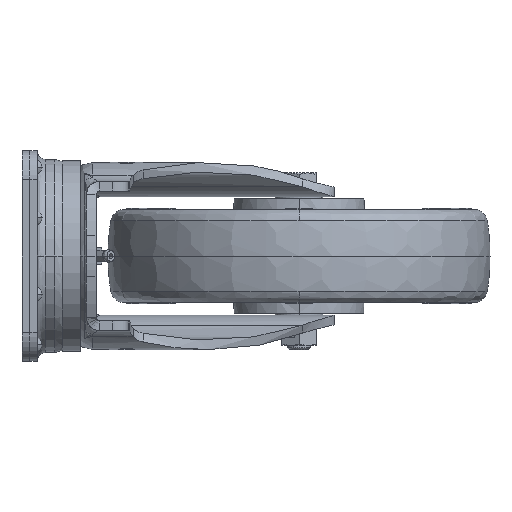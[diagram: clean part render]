
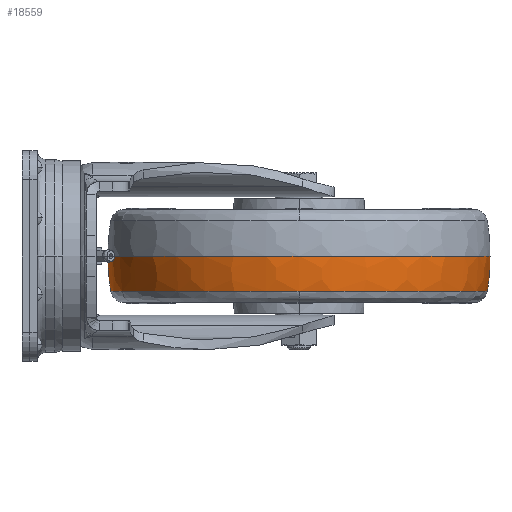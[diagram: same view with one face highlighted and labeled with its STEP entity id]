
A CAD part, left-side view. The second image highlights one B-rep face of the part: STEP entity #18559.
In plain terms, the highlighted toroidal (fillet/blend) face has major radius 4.992 mm and minor radius 105 mm.
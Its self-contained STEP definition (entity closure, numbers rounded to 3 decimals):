
#2012 = DIRECTION ( 'NONE',  ( 0., 0., 1. ) ) ;
#2261 = EDGE_CURVE ( 'NONE', #19372, #22368, #43217, .T. ) ;
#4142 = CARTESIAN_POINT ( 'NONE',  ( 50.299, -145., -1.304 ) ) ;
#4270 = CARTESIAN_POINT ( 'NONE',  ( 50.299, -45., 0. ) ) ;
#5436 = CIRCLE ( 'NONE', #34820, 98.58 ) ;
#6055 = CARTESIAN_POINT ( 'NONE',  ( 50.299, -46.42, -18.561 ) ) ;
#6568 = ORIENTED_EDGE ( 'NONE', *, *, #36700, .T. ) ;
#6779 = DIRECTION ( 'NONE',  ( 0., 0., 1. ) ) ;
#7112 = CARTESIAN_POINT ( 'NONE',  ( 50.299, -149.992, -1.304 ) ) ;
#7127 = FACE_OUTER_BOUND ( 'NONE', #17338, .T. ) ;
#7499 = CARTESIAN_POINT ( 'NONE',  ( 50.299, -145., -18.561 ) ) ;
#10929 = DIRECTION ( 'NONE',  ( 0., 0., -1. ) ) ;
#11318 = DIRECTION ( 'NONE',  ( 1., 0., 0. ) ) ;
#15005 = CARTESIAN_POINT ( 'NONE',  ( 50.299, -140.008, -1.304 ) ) ;
#17338 = EDGE_LOOP ( 'NONE', ( #24690, #6568, #19036, #42658, #41990 ) ) ;
#18536 = VERTEX_POINT ( 'NONE', #45559 ) ;
#18559 = ADVANCED_FACE ( 'NONE', ( #7127 ), #44111, .T. ) ;
#18848 = DIRECTION ( 'NONE',  ( 0., 0., 1. ) ) ;
#19036 = ORIENTED_EDGE ( 'NONE', *, *, #27981, .T. ) ;
#19372 = VERTEX_POINT ( 'NONE', #4270 ) ;
#20062 = EDGE_CURVE ( 'NONE', #31649, #22368, #30040, .T. ) ;
#20252 = AXIS2_PLACEMENT_3D ( 'NONE', #24872, #2012, #28696 ) ;
#20740 = EDGE_CURVE ( 'NONE', #24269, #19372, #44889, .T. ) ;
#22368 = VERTEX_POINT ( 'NONE', #42573 ) ;
#23321 = DIRECTION ( 'NONE',  ( 0., -1., 0. ) ) ;
#23553 = AXIS2_PLACEMENT_3D ( 'NONE', #29618, #6779, #33457 ) ;
#24269 = VERTEX_POINT ( 'NONE', #6055 ) ;
#24464 = AXIS2_PLACEMENT_3D ( 'NONE', #7112, #33806, #10929 ) ;
#24690 = ORIENTED_EDGE ( 'NONE', *, *, #20740, .F. ) ;
#24872 = CARTESIAN_POINT ( 'NONE',  ( 50.299, -145., -18.561 ) ) ;
#24978 = AXIS2_PLACEMENT_3D ( 'NONE', #4142, #46214, #23321 ) ;
#27981 = EDGE_CURVE ( 'NONE', #18536, #31649, #46969, .T. ) ;
#28254 = CARTESIAN_POINT ( 'NONE',  ( 50.299, -243.58, -18.561 ) ) ;
#28696 = DIRECTION ( 'NONE',  ( 1., 0., 0. ) ) ;
#29618 = CARTESIAN_POINT ( 'NONE',  ( 50.299, -145., 0. ) ) ;
#30040 = CIRCLE ( 'NONE', #46216, 105. ) ;
#31649 = VERTEX_POINT ( 'NONE', #28254 ) ;
#33457 = DIRECTION ( 'NONE',  ( 0., -1., 0. ) ) ;
#33806 = DIRECTION ( 'NONE',  ( 1., 0., 0. ) ) ;
#34185 = DIRECTION ( 'NONE',  ( 0., 0., 1. ) ) ;
#34820 = AXIS2_PLACEMENT_3D ( 'NONE', #7499, #34185, #11318 ) ;
#36700 = EDGE_CURVE ( 'NONE', #24269, #18536, #5436, .T. ) ;
#41720 = DIRECTION ( 'NONE',  ( -1., 0., 0. ) ) ;
#41990 = ORIENTED_EDGE ( 'NONE', *, *, #2261, .F. ) ;
#42573 = CARTESIAN_POINT ( 'NONE',  ( 50.299, -245., 0. ) ) ;
#42658 = ORIENTED_EDGE ( 'NONE', *, *, #20062, .T. ) ;
#43217 = CIRCLE ( 'NONE', #23553, 100. ) ;
#44111 = TOROIDAL_SURFACE ( 'NONE', #24978, -4.992, 105. ) ;
#44889 = CIRCLE ( 'NONE', #24464, 105. ) ;
#45559 = CARTESIAN_POINT ( 'NONE',  ( -48.282, -145., -18.561 ) ) ;
#46214 = DIRECTION ( 'NONE',  ( 0., 0., 1. ) ) ;
#46216 = AXIS2_PLACEMENT_3D ( 'NONE', #15005, #41720, #18848 ) ;
#46969 = CIRCLE ( 'NONE', #20252, 98.58 ) ;
